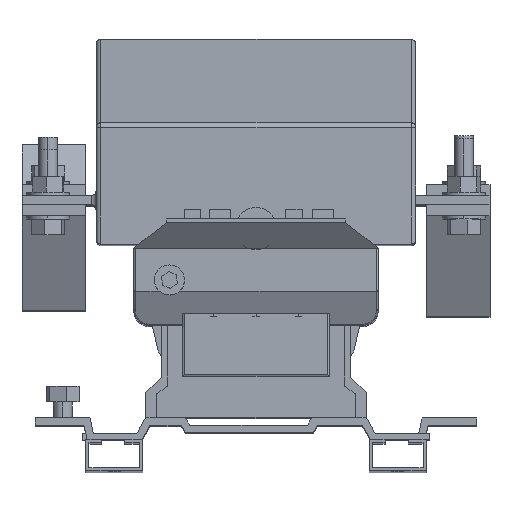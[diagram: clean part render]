
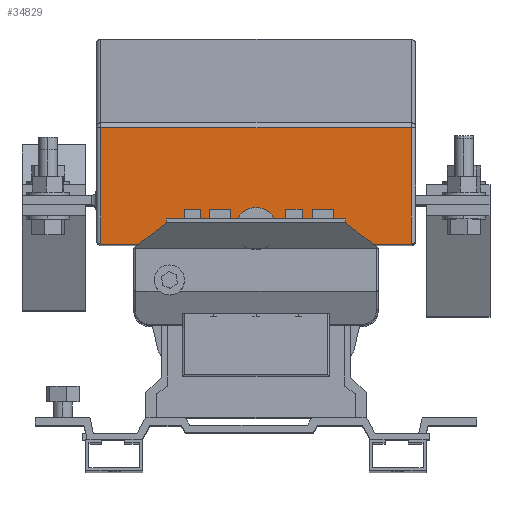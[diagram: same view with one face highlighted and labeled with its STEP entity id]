
A CAD part, top view. The second image highlights one B-rep face of the part: STEP entity #34829.
In plain terms, the highlighted planar face has unit normal (0, 0, 1).
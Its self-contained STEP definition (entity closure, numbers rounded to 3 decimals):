
#285 = VERTEX_POINT ( 'NONE', #22829 ) ;
#511 = DIRECTION ( 'NONE',  ( 0., 1., 0. ) ) ;
#1325 = ORIENTED_EDGE ( 'NONE', *, *, #8543, .F. ) ;
#1449 = CARTESIAN_POINT ( 'NONE',  ( 57., 123.5, 294. ) ) ;
#1545 = LINE ( 'NONE', #17292, #2849 ) ;
#2206 = VERTEX_POINT ( 'NONE', #7913 ) ;
#2849 = VECTOR ( 'NONE', #33951, 1000. ) ;
#3904 = ORIENTED_EDGE ( 'NONE', *, *, #22962, .T. ) ;
#4022 = EDGE_CURVE ( 'NONE', #11733, #32575, #31265, .T. ) ;
#4080 = VERTEX_POINT ( 'NONE', #30933 ) ;
#4652 = VECTOR ( 'NONE', #511, 1000. ) ;
#4882 = VECTOR ( 'NONE', #25665, 1000. ) ;
#6119 = CARTESIAN_POINT ( 'NONE',  ( -98.5, 240., 294. ) ) ;
#6662 = LINE ( 'NONE', #17240, #4882 ) ;
#6831 = CARTESIAN_POINT ( 'NONE',  ( -57., 123.5, 294. ) ) ;
#6872 = VECTOR ( 'NONE', #30454, 1000. ) ;
#7255 = CARTESIAN_POINT ( 'NONE',  ( 98.5, 184., 294. ) ) ;
#7332 = LINE ( 'NONE', #6119, #4652 ) ;
#7613 = EDGE_CURVE ( 'NONE', #11925, #2206, #21277, .T. ) ;
#7905 = CARTESIAN_POINT ( 'NONE',  ( -101.5, 110., 294. ) ) ;
#7913 = CARTESIAN_POINT ( 'NONE',  ( -98.5, 110., 294. ) ) ;
#8221 = VECTOR ( 'NONE', #31216, 1000. ) ;
#8543 = EDGE_CURVE ( 'NONE', #33898, #11925, #34500, .T. ) ;
#8628 = DIRECTION ( 'NONE',  ( 0., 0., -1. ) ) ;
#8868 = AXIS2_PLACEMENT_3D ( 'NONE', #31337, #8628, #34158 ) ;
#9411 = EDGE_CURVE ( 'NONE', #4080, #32575, #6662, .T. ) ;
#10998 = DIRECTION ( 'NONE',  ( -1., 0., 0. ) ) ;
#11131 = EDGE_LOOP ( 'NONE', ( #15657, #1325, #13420, #13605 ) ) ;
#11591 = CARTESIAN_POINT ( 'NONE',  ( -101.5, 184., 294. ) ) ;
#11710 = PLANE ( 'NONE',  #8868 ) ;
#11733 = VERTEX_POINT ( 'NONE', #1449 ) ;
#11925 = VERTEX_POINT ( 'NONE', #35784 ) ;
#12051 = EDGE_CURVE ( 'NONE', #285, #33898, #29866, .T. ) ;
#12620 = LINE ( 'NONE', #32815, #6872 ) ;
#12653 = EDGE_CURVE ( 'NONE', #2206, #285, #7332, .T. ) ;
#13420 = ORIENTED_EDGE ( 'NONE', *, *, #12051, .F. ) ;
#13605 = ORIENTED_EDGE ( 'NONE', *, *, #12653, .F. ) ;
#14006 = FACE_BOUND ( 'NONE', #20552, .T. ) ;
#15353 = VECTOR ( 'NONE', #22770, 1000. ) ;
#15436 = DIRECTION ( 'NONE',  ( 0., -1., 0. ) ) ;
#15657 = ORIENTED_EDGE ( 'NONE', *, *, #7613, .F. ) ;
#16138 = EDGE_CURVE ( 'NONE', #33301, #11733, #1545, .T. ) ;
#17240 = CARTESIAN_POINT ( 'NONE',  ( 0., 126., 294. ) ) ;
#17292 = CARTESIAN_POINT ( 'NONE',  ( -57., 123.5, 294. ) ) ;
#18854 = FACE_OUTER_BOUND ( 'NONE', #11131, .T. ) ;
#20552 = EDGE_LOOP ( 'NONE', ( #3904, #26902, #30851, #31151 ) ) ;
#21277 = LINE ( 'NONE', #7905, #26169 ) ;
#22770 = DIRECTION ( 'NONE',  ( 0., 1., 0. ) ) ;
#22829 = CARTESIAN_POINT ( 'NONE',  ( -98.5, 184., 294. ) ) ;
#22962 = EDGE_CURVE ( 'NONE', #33301, #4080, #12620, .T. ) ;
#25395 = CARTESIAN_POINT ( 'NONE',  ( 57., 123.5, 294. ) ) ;
#25665 = DIRECTION ( 'NONE',  ( 1., 0., 0. ) ) ;
#26169 = VECTOR ( 'NONE', #10998, 1000. ) ;
#26902 = ORIENTED_EDGE ( 'NONE', *, *, #9411, .T. ) ;
#26957 = CARTESIAN_POINT ( 'NONE',  ( 98.5, 240., 294. ) ) ;
#29866 = LINE ( 'NONE', #11591, #8221 ) ;
#30454 = DIRECTION ( 'NONE',  ( 0., 1., 0. ) ) ;
#30851 = ORIENTED_EDGE ( 'NONE', *, *, #4022, .F. ) ;
#30933 = CARTESIAN_POINT ( 'NONE',  ( -57., 126., 294. ) ) ;
#30965 = VECTOR ( 'NONE', #15436, 1000. ) ;
#31151 = ORIENTED_EDGE ( 'NONE', *, *, #16138, .F. ) ;
#31216 = DIRECTION ( 'NONE',  ( 1., 0., 0. ) ) ;
#31265 = LINE ( 'NONE', #25395, #15353 ) ;
#31337 = CARTESIAN_POINT ( 'NONE',  ( -101.5, 240., 294. ) ) ;
#31496 = CARTESIAN_POINT ( 'NONE',  ( 57., 126., 294. ) ) ;
#32575 = VERTEX_POINT ( 'NONE', #31496 ) ;
#32815 = CARTESIAN_POINT ( 'NONE',  ( -57., 123.5, 294. ) ) ;
#33301 = VERTEX_POINT ( 'NONE', #6831 ) ;
#33898 = VERTEX_POINT ( 'NONE', #7255 ) ;
#33951 = DIRECTION ( 'NONE',  ( 1., 0., 0. ) ) ;
#34158 = DIRECTION ( 'NONE',  ( 1., 0., 0. ) ) ;
#34500 = LINE ( 'NONE', #26957, #30965 ) ;
#34829 = ADVANCED_FACE ( 'NONE', ( #14006, #18854 ), #11710, .F. ) ;
#35784 = CARTESIAN_POINT ( 'NONE',  ( 98.5, 110., 294. ) ) ;
